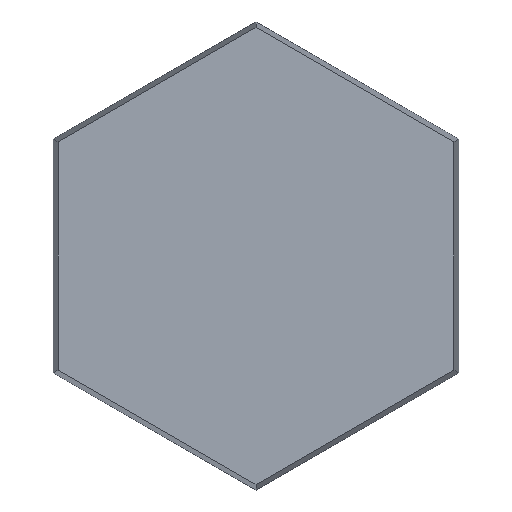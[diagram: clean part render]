
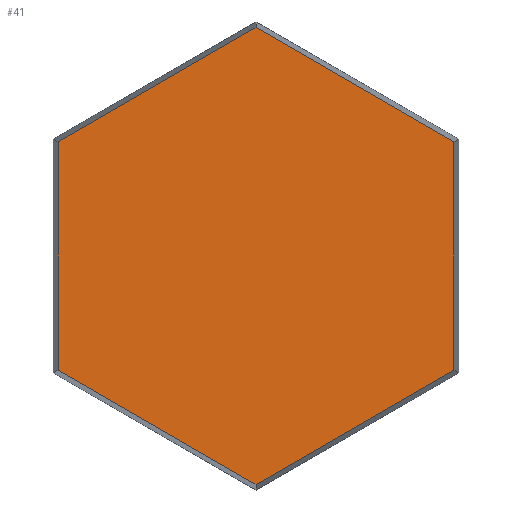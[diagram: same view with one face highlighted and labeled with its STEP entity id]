
A CAD part, front view. The second image highlights one B-rep face of the part: STEP entity #41.
In plain terms, the highlighted planar face has unit normal (0, -1, 0).
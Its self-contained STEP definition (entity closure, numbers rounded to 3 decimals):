
#41 = ADVANCED_FACE( '', ( #84 ), #85, .F. );
#84 = FACE_OUTER_BOUND( '', #127, .T. );
#85 = PLANE( '', #128 );
#127 = EDGE_LOOP( '', ( #173, #174, #175, #176, #177, #178 ) );
#128 = AXIS2_PLACEMENT_3D( '', #179, #180, #181 );
#173 = ORIENTED_EDGE( '', *, *, #249, .F. );
#174 = ORIENTED_EDGE( '', *, *, #244, .F. );
#175 = ORIENTED_EDGE( '', *, *, #250, .F. );
#176 = ORIENTED_EDGE( '', *, *, #251, .F. );
#177 = ORIENTED_EDGE( '', *, *, #252, .F. );
#178 = ORIENTED_EDGE( '', *, *, #253, .F. );
#179 = CARTESIAN_POINT( '', ( 0., 0., 0. ) );
#180 = DIRECTION( '', ( 0., 1., 0. ) );
#181 = DIRECTION( '', ( 0., 0., 1. ) );
#244 = EDGE_CURVE( '', #278, #280, #281, .T. );
#249 = EDGE_CURVE( '', #280, #287, #288, .T. );
#250 = EDGE_CURVE( '', #289, #278, #290, .T. );
#251 = EDGE_CURVE( '', #291, #289, #292, .T. );
#252 = EDGE_CURVE( '', #293, #291, #294, .T. );
#253 = EDGE_CURVE( '', #287, #293, #295, .T. );
#278 = VERTEX_POINT( '', #326 );
#280 = VERTEX_POINT( '', #329 );
#281 = LINE( '', #330, #331 );
#287 = VERTEX_POINT( '', #338 );
#288 = LINE( '', #339, #340 );
#289 = VERTEX_POINT( '', #341 );
#290 = LINE( '', #342, #343 );
#291 = VERTEX_POINT( '', #344 );
#292 = LINE( '', #345, #346 );
#293 = VERTEX_POINT( '', #347 );
#294 = LINE( '', #348, #349 );
#295 = LINE( '', #350, #351 );
#326 = CARTESIAN_POINT( '', ( 0., 0., -16.917 ) );
#329 = CARTESIAN_POINT( '', ( -14.651, 0., -8.459 ) );
#330 = CARTESIAN_POINT( '', ( -7.325, 0., -12.688 ) );
#331 = VECTOR( '', #388, 1000. );
#338 = CARTESIAN_POINT( '', ( -14.651, 0., 8.459 ) );
#339 = CARTESIAN_POINT( '', ( -14.651, 0., 0. ) );
#340 = VECTOR( '', #393, 1000. );
#341 = CARTESIAN_POINT( '', ( 14.651, 0., -8.459 ) );
#342 = CARTESIAN_POINT( '', ( 7.325, 0., -12.688 ) );
#343 = VECTOR( '', #394, 1000. );
#344 = CARTESIAN_POINT( '', ( 14.651, 0., 8.459 ) );
#345 = CARTESIAN_POINT( '', ( 14.651, 0., 0. ) );
#346 = VECTOR( '', #395, 1000. );
#347 = CARTESIAN_POINT( '', ( 0., 0., 16.917 ) );
#348 = CARTESIAN_POINT( '', ( 7.325, 0., 12.688 ) );
#349 = VECTOR( '', #396, 1000. );
#350 = CARTESIAN_POINT( '', ( -7.325, 0., 12.688 ) );
#351 = VECTOR( '', #397, 1000. );
#388 = DIRECTION( '', ( -0.866, 0., 0.5 ) );
#393 = DIRECTION( '', ( 0., 0., 1. ) );
#394 = DIRECTION( '', ( -0.866, 0., -0.5 ) );
#395 = DIRECTION( '', ( 0., 0., -1. ) );
#396 = DIRECTION( '', ( 0.866, 0., -0.5 ) );
#397 = DIRECTION( '', ( 0.866, 0., 0.5 ) );
